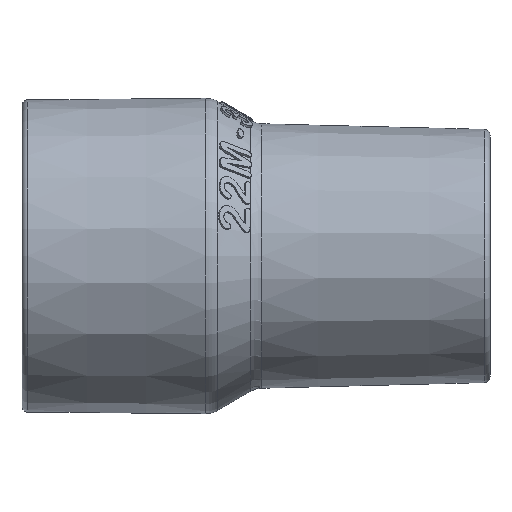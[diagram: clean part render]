
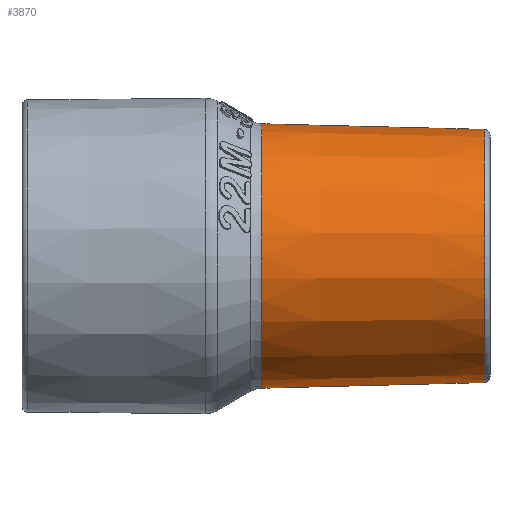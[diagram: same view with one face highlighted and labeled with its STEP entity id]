
A CAD part, top view. The second image highlights one B-rep face of the part: STEP entity #3870.
In plain terms, the highlighted conical face has half-angle 1.432 degrees and reference radius 11.06 mm.
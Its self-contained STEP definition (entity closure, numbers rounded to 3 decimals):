
#419=FACE_OUTER_BOUND('',#638,.T.);
#638=EDGE_LOOP('',(#3625,#3626,#3627,#3628,#3629,#3630,#3631,#3632));
#1008=CIRCLE('',#3913,11.297);
#1009=CIRCLE('',#3914,11.297);
#1010=CIRCLE('',#3915,11.297);
#1056=CIRCLE('',#3977,10.822);
#1057=CIRCLE('',#3978,10.822);
#1058=CIRCLE('',#3979,10.822);
#1244=LINE('',#11315,#1427);
#1427=VECTOR('',#4343,11.06);
#1792=VERTEX_POINT('',#11200);
#1793=VERTEX_POINT('',#11202);
#1794=VERTEX_POINT('',#11204);
#1830=VERTEX_POINT('',#11309);
#1831=VERTEX_POINT('',#11310);
#1832=VERTEX_POINT('',#11312);
#2377=EDGE_CURVE('',#1793,#1792,#1008,.T.);
#2378=EDGE_CURVE('',#1794,#1793,#1009,.T.);
#2379=EDGE_CURVE('',#1792,#1794,#1010,.T.);
#2431=EDGE_CURVE('',#1830,#1831,#1056,.T.);
#2432=EDGE_CURVE('',#1832,#1830,#1057,.T.);
#2433=EDGE_CURVE('',#1831,#1832,#1058,.T.);
#2434=EDGE_CURVE('',#1831,#1793,#1244,.T.);
#3625=ORIENTED_EDGE('',*,*,#2431,.F.);
#3626=ORIENTED_EDGE('',*,*,#2432,.F.);
#3627=ORIENTED_EDGE('',*,*,#2433,.F.);
#3628=ORIENTED_EDGE('',*,*,#2434,.T.);
#3629=ORIENTED_EDGE('',*,*,#2377,.T.);
#3630=ORIENTED_EDGE('',*,*,#2379,.T.);
#3631=ORIENTED_EDGE('',*,*,#2378,.T.);
#3632=ORIENTED_EDGE('',*,*,#2434,.F.);
#3664=CONICAL_SURFACE('',#3976,11.06,0.025);
#3870=ADVANCED_FACE('',(#419),#3664,.T.);
#3913=AXIS2_PLACEMENT_3D('',#11203,#4203,#4204);
#3914=AXIS2_PLACEMENT_3D('',#11205,#4205,#4206);
#3915=AXIS2_PLACEMENT_3D('',#11206,#4207,#4208);
#3976=AXIS2_PLACEMENT_3D('',#11308,#4335,#4336);
#3977=AXIS2_PLACEMENT_3D('',#11311,#4337,#4338);
#3978=AXIS2_PLACEMENT_3D('',#11313,#4339,#4340);
#3979=AXIS2_PLACEMENT_3D('',#11314,#4341,#4342);
#4203=DIRECTION('center_axis',(1.,0.,0.));
#4204=DIRECTION('ref_axis',(0.,0.,-1.));
#4205=DIRECTION('center_axis',(1.,0.,0.));
#4206=DIRECTION('ref_axis',(0.,0.,-1.));
#4207=DIRECTION('center_axis',(1.,0.,0.));
#4208=DIRECTION('ref_axis',(0.,0.,-1.));
#4335=DIRECTION('center_axis',(-1.,0.,0.));
#4336=DIRECTION('ref_axis',(0.,-1.,0.));
#4337=DIRECTION('center_axis',(1.,0.,0.));
#4338=DIRECTION('ref_axis',(0.,0.,-1.));
#4339=DIRECTION('center_axis',(1.,0.,0.));
#4340=DIRECTION('ref_axis',(0.,0.,-1.));
#4341=DIRECTION('center_axis',(1.,0.,0.));
#4342=DIRECTION('ref_axis',(0.,0.,-1.));
#4343=DIRECTION('',(-1.,0.025,0.));
#11200=CARTESIAN_POINT('',(20.509,0.,11.297));
#11202=CARTESIAN_POINT('',(20.509,11.297,0.));
#11203=CARTESIAN_POINT('Origin',(20.509,0.,0.));
#11204=CARTESIAN_POINT('',(20.509,-11.297,0.));
#11205=CARTESIAN_POINT('Origin',(20.509,0.,0.));
#11206=CARTESIAN_POINT('Origin',(20.509,0.,0.));
#11308=CARTESIAN_POINT('Origin',(30.011,0.,0.));
#11309=CARTESIAN_POINT('',(39.512,-10.822,0.));
#11310=CARTESIAN_POINT('',(39.512,10.822,0.));
#11311=CARTESIAN_POINT('Origin',(39.512,0.,0.));
#11312=CARTESIAN_POINT('',(39.512,0.,10.822));
#11313=CARTESIAN_POINT('Origin',(39.512,0.,0.));
#11314=CARTESIAN_POINT('Origin',(39.512,0.,0.));
#11315=CARTESIAN_POINT('',(30.011,11.06,0.));
